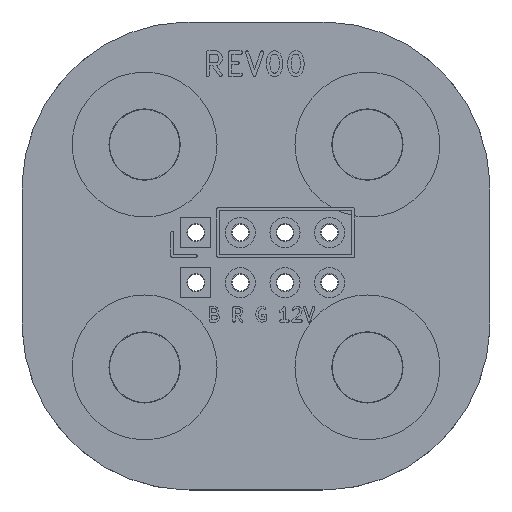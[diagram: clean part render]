
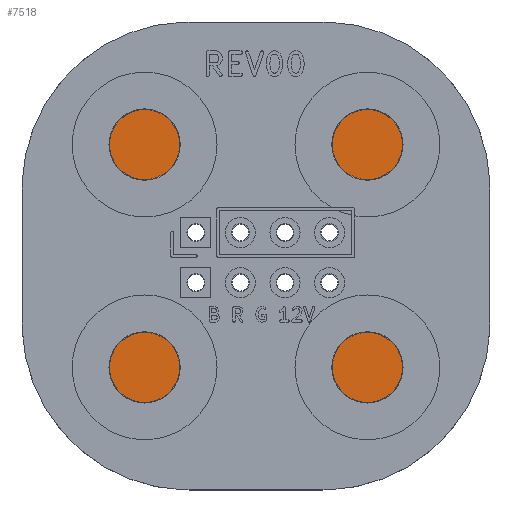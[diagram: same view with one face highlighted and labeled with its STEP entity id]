
A CAD part, top view. The second image highlights one B-rep face of the part: STEP entity #7518.
In plain terms, the highlighted planar face has unit normal (0, 0, -1).
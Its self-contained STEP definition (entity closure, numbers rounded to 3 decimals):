
#7518 = ADVANCED_FACE('',(#7519,#7653,#7687,#7698,#7709,#7720,#7754,
    #7765,#7776),#7787,.T.);
#7519 = FACE_BOUND('',#7520,.T.);
#7520 = EDGE_LOOP('',(#7521,#7532,#7540,#7548,#7556,#7565,#7573,#7581,
    #7589,#7598,#7606,#7614,#7622,#7631,#7639,#7647));
#7521 = ORIENTED_EDGE('',*,*,#7522,.T.);
#7522 = EDGE_CURVE('',#7523,#7525,#7527,.T.);
#7523 = VERTEX_POINT('',#7524);
#7524 = CARTESIAN_POINT('',(69.002,-36.232,-0.05));
#7525 = VERTEX_POINT('',#7526);
#7526 = CARTESIAN_POINT('',(76.232,-29.002,-0.05));
#7527 = CIRCLE('',#7528,7.502);
#7528 = AXIS2_PLACEMENT_3D('',#7529,#7530,#7531);
#7529 = CARTESIAN_POINT('',(76.5,-36.5,-0.05));
#7530 = DIRECTION('',(0.,0.,-1.));
#7531 = DIRECTION('',(-0.999,0.036,0.));
#7532 = ORIENTED_EDGE('',*,*,#7533,.T.);
#7533 = EDGE_CURVE('',#7525,#7534,#7536,.T.);
#7534 = VERTEX_POINT('',#7535);
#7535 = CARTESIAN_POINT('',(76.5,-29.,-0.05));
#7536 = LINE('',#7537,#7538);
#7537 = CARTESIAN_POINT('',(76.232,-29.002,-0.05));
#7538 = VECTOR('',#7539,1.);
#7539 = DIRECTION('',(1.,0.009,0.));
#7540 = ORIENTED_EDGE('',*,*,#7541,.T.);
#7541 = EDGE_CURVE('',#7534,#7542,#7544,.T.);
#7542 = VERTEX_POINT('',#7543);
#7543 = CARTESIAN_POINT('',(82.5,-29.,-0.05));
#7544 = LINE('',#7545,#7546);
#7545 = CARTESIAN_POINT('',(76.5,-29.,-0.05));
#7546 = VECTOR('',#7547,1.);
#7547 = DIRECTION('',(1.,0.,0.));
#7548 = ORIENTED_EDGE('',*,*,#7549,.T.);
#7549 = EDGE_CURVE('',#7542,#7550,#7552,.T.);
#7550 = VERTEX_POINT('',#7551);
#7551 = CARTESIAN_POINT('',(82.768,-29.002,-0.05));
#7552 = LINE('',#7553,#7554);
#7553 = CARTESIAN_POINT('',(82.5,-29.,-0.05));
#7554 = VECTOR('',#7555,1.);
#7555 = DIRECTION('',(1.,-0.009,0.));
#7556 = ORIENTED_EDGE('',*,*,#7557,.T.);
#7557 = EDGE_CURVE('',#7550,#7558,#7560,.T.);
#7558 = VERTEX_POINT('',#7559);
#7559 = CARTESIAN_POINT('',(89.998,-36.232,-0.05));
#7560 = CIRCLE('',#7561,7.502);
#7561 = AXIS2_PLACEMENT_3D('',#7562,#7563,#7564);
#7562 = CARTESIAN_POINT('',(82.5,-36.5,-0.05));
#7563 = DIRECTION('',(0.,0.,-1.));
#7564 = DIRECTION('',(0.036,0.999,0.));
#7565 = ORIENTED_EDGE('',*,*,#7566,.T.);
#7566 = EDGE_CURVE('',#7558,#7567,#7569,.T.);
#7567 = VERTEX_POINT('',#7568);
#7568 = CARTESIAN_POINT('',(90.,-36.5,-0.05));
#7569 = LINE('',#7570,#7571);
#7570 = CARTESIAN_POINT('',(89.998,-36.232,-0.05));
#7571 = VECTOR('',#7572,1.);
#7572 = DIRECTION('',(0.009,-1.,0.));
#7573 = ORIENTED_EDGE('',*,*,#7574,.T.);
#7574 = EDGE_CURVE('',#7567,#7575,#7577,.T.);
#7575 = VERTEX_POINT('',#7576);
#7576 = CARTESIAN_POINT('',(90.,-42.5,-0.05));
#7577 = LINE('',#7578,#7579);
#7578 = CARTESIAN_POINT('',(90.,-36.5,-0.05));
#7579 = VECTOR('',#7580,1.);
#7580 = DIRECTION('',(0.,-1.,0.));
#7581 = ORIENTED_EDGE('',*,*,#7582,.T.);
#7582 = EDGE_CURVE('',#7575,#7583,#7585,.T.);
#7583 = VERTEX_POINT('',#7584);
#7584 = CARTESIAN_POINT('',(89.998,-42.768,-0.05));
#7585 = LINE('',#7586,#7587);
#7586 = CARTESIAN_POINT('',(90.,-42.5,-0.05));
#7587 = VECTOR('',#7588,1.);
#7588 = DIRECTION('',(-0.009,-1.,0.));
#7589 = ORIENTED_EDGE('',*,*,#7590,.T.);
#7590 = EDGE_CURVE('',#7583,#7591,#7593,.T.);
#7591 = VERTEX_POINT('',#7592);
#7592 = CARTESIAN_POINT('',(82.768,-49.998,-0.05));
#7593 = CIRCLE('',#7594,7.502);
#7594 = AXIS2_PLACEMENT_3D('',#7595,#7596,#7597);
#7595 = CARTESIAN_POINT('',(82.5,-42.5,-0.05));
#7596 = DIRECTION('',(0.,0.,-1.));
#7597 = DIRECTION('',(0.999,-0.036,0.));
#7598 = ORIENTED_EDGE('',*,*,#7599,.T.);
#7599 = EDGE_CURVE('',#7591,#7600,#7602,.T.);
#7600 = VERTEX_POINT('',#7601);
#7601 = CARTESIAN_POINT('',(82.5,-50.,-0.05));
#7602 = LINE('',#7603,#7604);
#7603 = CARTESIAN_POINT('',(82.768,-49.998,-0.05));
#7604 = VECTOR('',#7605,1.);
#7605 = DIRECTION('',(-1.,-0.009,0.));
#7606 = ORIENTED_EDGE('',*,*,#7607,.T.);
#7607 = EDGE_CURVE('',#7600,#7608,#7610,.T.);
#7608 = VERTEX_POINT('',#7609);
#7609 = CARTESIAN_POINT('',(76.5,-50.,-0.05));
#7610 = LINE('',#7611,#7612);
#7611 = CARTESIAN_POINT('',(82.5,-50.,-0.05));
#7612 = VECTOR('',#7613,1.);
#7613 = DIRECTION('',(-1.,0.,0.));
#7614 = ORIENTED_EDGE('',*,*,#7615,.T.);
#7615 = EDGE_CURVE('',#7608,#7616,#7618,.T.);
#7616 = VERTEX_POINT('',#7617);
#7617 = CARTESIAN_POINT('',(76.232,-49.998,-0.05));
#7618 = LINE('',#7619,#7620);
#7619 = CARTESIAN_POINT('',(76.5,-50.,-0.05));
#7620 = VECTOR('',#7621,1.);
#7621 = DIRECTION('',(-1.,0.009,0.));
#7622 = ORIENTED_EDGE('',*,*,#7623,.T.);
#7623 = EDGE_CURVE('',#7616,#7624,#7626,.T.);
#7624 = VERTEX_POINT('',#7625);
#7625 = CARTESIAN_POINT('',(69.002,-42.768,-0.05));
#7626 = CIRCLE('',#7627,7.502);
#7627 = AXIS2_PLACEMENT_3D('',#7628,#7629,#7630);
#7628 = CARTESIAN_POINT('',(76.5,-42.5,-0.05));
#7629 = DIRECTION('',(0.,0.,-1.));
#7630 = DIRECTION('',(-0.036,-0.999,-0.));
#7631 = ORIENTED_EDGE('',*,*,#7632,.T.);
#7632 = EDGE_CURVE('',#7624,#7633,#7635,.T.);
#7633 = VERTEX_POINT('',#7634);
#7634 = CARTESIAN_POINT('',(69.,-42.5,-0.05));
#7635 = LINE('',#7636,#7637);
#7636 = CARTESIAN_POINT('',(69.002,-42.768,-0.05));
#7637 = VECTOR('',#7638,1.);
#7638 = DIRECTION('',(-0.009,1.,0.));
#7639 = ORIENTED_EDGE('',*,*,#7640,.T.);
#7640 = EDGE_CURVE('',#7633,#7641,#7643,.T.);
#7641 = VERTEX_POINT('',#7642);
#7642 = CARTESIAN_POINT('',(69.,-36.5,-0.05));
#7643 = LINE('',#7644,#7645);
#7644 = CARTESIAN_POINT('',(69.,-42.5,-0.05));
#7645 = VECTOR('',#7646,1.);
#7646 = DIRECTION('',(0.,1.,0.));
#7647 = ORIENTED_EDGE('',*,*,#7648,.T.);
#7648 = EDGE_CURVE('',#7641,#7523,#7649,.T.);
#7649 = LINE('',#7650,#7651);
#7650 = CARTESIAN_POINT('',(69.,-36.5,-0.05));
#7651 = VECTOR('',#7652,1.);
#7652 = DIRECTION('',(0.009,1.,0.));
#7653 = FACE_BOUND('',#7654,.T.);
#7654 = EDGE_LOOP('',(#7655,#7665,#7673,#7681));
#7655 = ORIENTED_EDGE('',*,*,#7656,.T.);
#7656 = EDGE_CURVE('',#7657,#7659,#7661,.T.);
#7657 = VERTEX_POINT('',#7658);
#7658 = CARTESIAN_POINT('',(77.475,-41.375,-0.05));
#7659 = VERTEX_POINT('',#7660);
#7660 = CARTESIAN_POINT('',(77.475,-40.025,-0.05));
#7661 = LINE('',#7662,#7663);
#7662 = CARTESIAN_POINT('',(77.475,-41.375,-0.05));
#7663 = VECTOR('',#7664,1.);
#7664 = DIRECTION('',(0.,1.,0.));
#7665 = ORIENTED_EDGE('',*,*,#7666,.T.);
#7666 = EDGE_CURVE('',#7659,#7667,#7669,.T.);
#7667 = VERTEX_POINT('',#7668);
#7668 = CARTESIAN_POINT('',(76.125,-40.025,-0.05));
#7669 = LINE('',#7670,#7671);
#7670 = CARTESIAN_POINT('',(77.475,-40.025,-0.05));
#7671 = VECTOR('',#7672,1.);
#7672 = DIRECTION('',(-1.,0.,0.));
#7673 = ORIENTED_EDGE('',*,*,#7674,.T.);
#7674 = EDGE_CURVE('',#7667,#7675,#7677,.T.);
#7675 = VERTEX_POINT('',#7676);
#7676 = CARTESIAN_POINT('',(76.125,-41.375,-0.05));
#7677 = LINE('',#7678,#7679);
#7678 = CARTESIAN_POINT('',(76.125,-40.025,-0.05));
#7679 = VECTOR('',#7680,1.);
#7680 = DIRECTION('',(0.,-1.,0.));
#7681 = ORIENTED_EDGE('',*,*,#7682,.T.);
#7682 = EDGE_CURVE('',#7675,#7657,#7683,.T.);
#7683 = LINE('',#7684,#7685);
#7684 = CARTESIAN_POINT('',(76.125,-41.375,-0.05));
#7685 = VECTOR('',#7686,1.);
#7686 = DIRECTION('',(1.,0.,0.));
#7687 = FACE_BOUND('',#7688,.T.);
#7688 = EDGE_LOOP('',(#7689));
#7689 = ORIENTED_EDGE('',*,*,#7690,.T.);
#7690 = EDGE_CURVE('',#7691,#7691,#7693,.T.);
#7691 = VERTEX_POINT('',#7692);
#7692 = CARTESIAN_POINT('',(79.475,-40.7,-0.05));
#7693 = CIRCLE('',#7694,0.675);
#7694 = AXIS2_PLACEMENT_3D('',#7695,#7696,#7697);
#7695 = CARTESIAN_POINT('',(78.8,-40.7,-0.05));
#7696 = DIRECTION('',(0.,0.,1.));
#7697 = DIRECTION('',(1.,0.,-0.));
#7698 = FACE_BOUND('',#7699,.T.);
#7699 = EDGE_LOOP('',(#7700));
#7700 = ORIENTED_EDGE('',*,*,#7701,.T.);
#7701 = EDGE_CURVE('',#7702,#7702,#7704,.T.);
#7702 = VERTEX_POINT('',#7703);
#7703 = CARTESIAN_POINT('',(81.475,-40.7,-0.05));
#7704 = CIRCLE('',#7705,0.675);
#7705 = AXIS2_PLACEMENT_3D('',#7706,#7707,#7708);
#7706 = CARTESIAN_POINT('',(80.8,-40.7,-0.05));
#7707 = DIRECTION('',(0.,0.,1.));
#7708 = DIRECTION('',(1.,0.,-0.));
#7709 = FACE_BOUND('',#7710,.T.);
#7710 = EDGE_LOOP('',(#7711));
#7711 = ORIENTED_EDGE('',*,*,#7712,.T.);
#7712 = EDGE_CURVE('',#7713,#7713,#7715,.T.);
#7713 = VERTEX_POINT('',#7714);
#7714 = CARTESIAN_POINT('',(83.475,-40.7,-0.05));
#7715 = CIRCLE('',#7716,0.675);
#7716 = AXIS2_PLACEMENT_3D('',#7717,#7718,#7719);
#7717 = CARTESIAN_POINT('',(82.8,-40.7,-0.05));
#7718 = DIRECTION('',(0.,0.,1.));
#7719 = DIRECTION('',(1.,0.,-0.));
#7720 = FACE_BOUND('',#7721,.T.);
#7721 = EDGE_LOOP('',(#7722,#7732,#7740,#7748));
#7722 = ORIENTED_EDGE('',*,*,#7723,.T.);
#7723 = EDGE_CURVE('',#7724,#7726,#7728,.T.);
#7724 = VERTEX_POINT('',#7725);
#7725 = CARTESIAN_POINT('',(77.475,-39.125,-0.05));
#7726 = VERTEX_POINT('',#7727);
#7727 = CARTESIAN_POINT('',(77.475,-37.775,-0.05));
#7728 = LINE('',#7729,#7730);
#7729 = CARTESIAN_POINT('',(77.475,-39.125,-0.05));
#7730 = VECTOR('',#7731,1.);
#7731 = DIRECTION('',(0.,1.,0.));
#7732 = ORIENTED_EDGE('',*,*,#7733,.T.);
#7733 = EDGE_CURVE('',#7726,#7734,#7736,.T.);
#7734 = VERTEX_POINT('',#7735);
#7735 = CARTESIAN_POINT('',(76.125,-37.775,-0.05));
#7736 = LINE('',#7737,#7738);
#7737 = CARTESIAN_POINT('',(77.475,-37.775,-0.05));
#7738 = VECTOR('',#7739,1.);
#7739 = DIRECTION('',(-1.,0.,0.));
#7740 = ORIENTED_EDGE('',*,*,#7741,.T.);
#7741 = EDGE_CURVE('',#7734,#7742,#7744,.T.);
#7742 = VERTEX_POINT('',#7743);
#7743 = CARTESIAN_POINT('',(76.125,-39.125,-0.05));
#7744 = LINE('',#7745,#7746);
#7745 = CARTESIAN_POINT('',(76.125,-37.775,-0.05));
#7746 = VECTOR('',#7747,1.);
#7747 = DIRECTION('',(0.,-1.,0.));
#7748 = ORIENTED_EDGE('',*,*,#7749,.T.);
#7749 = EDGE_CURVE('',#7742,#7724,#7750,.T.);
#7750 = LINE('',#7751,#7752);
#7751 = CARTESIAN_POINT('',(76.125,-39.125,-0.05));
#7752 = VECTOR('',#7753,1.);
#7753 = DIRECTION('',(1.,0.,0.));
#7754 = FACE_BOUND('',#7755,.T.);
#7755 = EDGE_LOOP('',(#7756));
#7756 = ORIENTED_EDGE('',*,*,#7757,.T.);
#7757 = EDGE_CURVE('',#7758,#7758,#7760,.T.);
#7758 = VERTEX_POINT('',#7759);
#7759 = CARTESIAN_POINT('',(79.475,-38.45,-0.05));
#7760 = CIRCLE('',#7761,0.675);
#7761 = AXIS2_PLACEMENT_3D('',#7762,#7763,#7764);
#7762 = CARTESIAN_POINT('',(78.8,-38.45,-0.05));
#7763 = DIRECTION('',(0.,0.,1.));
#7764 = DIRECTION('',(1.,0.,-0.));
#7765 = FACE_BOUND('',#7766,.T.);
#7766 = EDGE_LOOP('',(#7767));
#7767 = ORIENTED_EDGE('',*,*,#7768,.T.);
#7768 = EDGE_CURVE('',#7769,#7769,#7771,.T.);
#7769 = VERTEX_POINT('',#7770);
#7770 = CARTESIAN_POINT('',(81.475,-38.45,-0.05));
#7771 = CIRCLE('',#7772,0.675);
#7772 = AXIS2_PLACEMENT_3D('',#7773,#7774,#7775);
#7773 = CARTESIAN_POINT('',(80.8,-38.45,-0.05));
#7774 = DIRECTION('',(0.,0.,1.));
#7775 = DIRECTION('',(1.,0.,-0.));
#7776 = FACE_BOUND('',#7777,.T.);
#7777 = EDGE_LOOP('',(#7778));
#7778 = ORIENTED_EDGE('',*,*,#7779,.T.);
#7779 = EDGE_CURVE('',#7780,#7780,#7782,.T.);
#7780 = VERTEX_POINT('',#7781);
#7781 = CARTESIAN_POINT('',(83.475,-38.45,-0.05));
#7782 = CIRCLE('',#7783,0.675);
#7783 = AXIS2_PLACEMENT_3D('',#7784,#7785,#7786);
#7784 = CARTESIAN_POINT('',(82.8,-38.45,-0.05));
#7785 = DIRECTION('',(0.,0.,1.));
#7786 = DIRECTION('',(1.,0.,-0.));
#7787 = PLANE('',#7788);
#7788 = AXIS2_PLACEMENT_3D('',#7789,#7790,#7791);
#7789 = CARTESIAN_POINT('',(0.,0.,-0.05));
#7790 = DIRECTION('',(-0.,-0.,-1.));
#7791 = DIRECTION('',(-1.,0.,0.));
